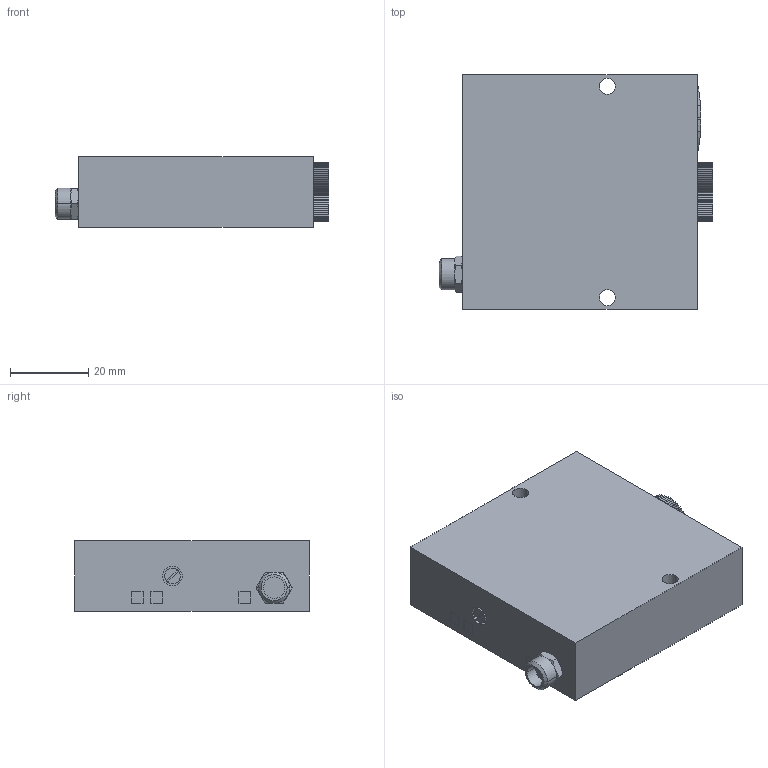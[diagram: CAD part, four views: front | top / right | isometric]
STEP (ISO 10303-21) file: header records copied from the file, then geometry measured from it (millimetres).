
FILE_DESCRIPTION(('STEP AP242'),'1');
FILE_NAME('sensor_xuyps1lco965s.stp','2019-10-18T12:43:28',('TraceParts'),('TraceParts S.A.'),'Spatial InterOp 3D',' ',' ');
FILE_SCHEMA(('AP242_MANAGED_MODEL_BASED_3D_ENGINEERING_MIM_LF {1 0 10303 442 1 1 4}'));
Length unit declared in the file: millimetre
Products named in the file (1): sensor_xuyps1lco965s
Bounding box: 70 x 60 x 18 mm (x, y, z)
Volume: 65350 mm3; surface area: 12557.2 mm2
Topology: 1 solids, 1 shells, 226 faces, 622 edges, 408 vertices
Faces by surface type: plane 184, cylinder 24, cone 18
Entity records: 9074 total; most frequent: CARTESIAN_POINT 1521, ORIENTED_EDGE 1244, DIRECTION 1104, EDGE_CURVE 622, LINE 530, VECTOR 530, VERTEX_POINT 408, AXIS2_PLACEMENT_3D 287
